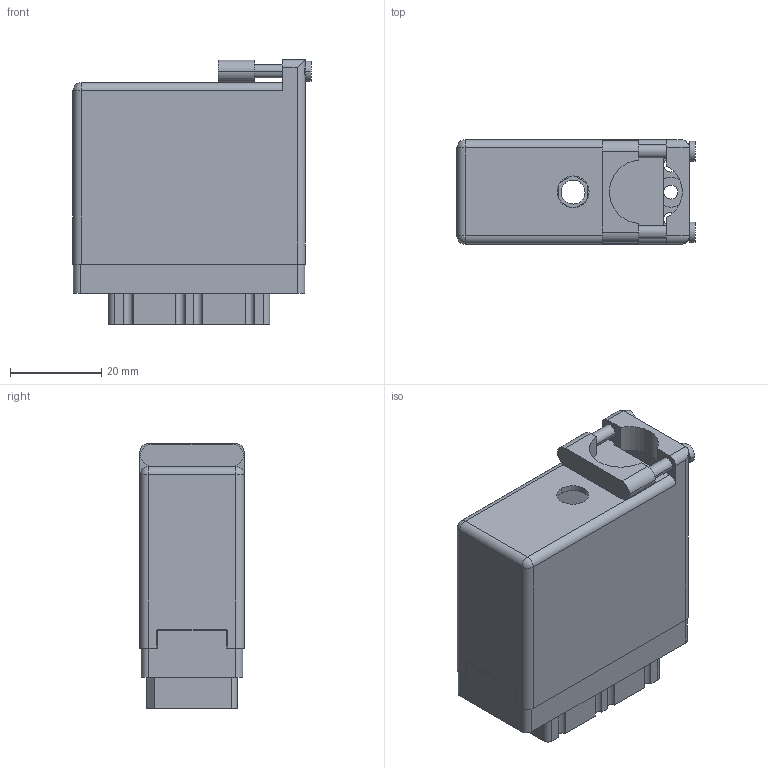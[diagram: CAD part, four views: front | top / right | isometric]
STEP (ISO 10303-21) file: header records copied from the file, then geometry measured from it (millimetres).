
FILE_DESCRIPTION (( 'STEP AP203' ), '1' );
FILE_NAME ('519-036-541-460.STEP', '2020-09-09T22:38:56', ( '' ), ( '' ), 'SwSTEP 2.0', 'SolidWorks 2020', '' );
FILE_SCHEMA (( 'CONFIG_CONTROL_DESIGN' ));
Length unit declared in the file: inch
Products named in the file (4): 516-230-001_Metal - 038 Top Entry; 516-292-001_541 Contact; 519 Receptacle Insulator_036; 519-036-541-460
Assembly tree (38 placements, depth 2):
  519-036-541-460
    519 Receptacle Insulator_036
    516-292-001_541 Contact  x36
    516-230-001_Metal - 038 Top Entry
Bounding box: 52.27 x 22.83 x 58.09 mm (x, y, z)
Volume: 21516.4 mm3; surface area: 34984.2 mm2
Topology: 38 solids, 38 shells, 3502 faces, 10147 edges, 6734 vertices
Faces by surface type: plane 2156, cylinder 1126, bspline 216, cone 2, sphere 2
Entity records: 34430 total; most frequent: CARTESIAN_POINT 6119, ORIENTED_EDGE 5730, DIRECTION 5567, EDGE_CURVE 2865, VECTOR 2117, LINE 2117, VERTEX_POINT 1904, AXIS2_PLACEMENT_3D 1725
